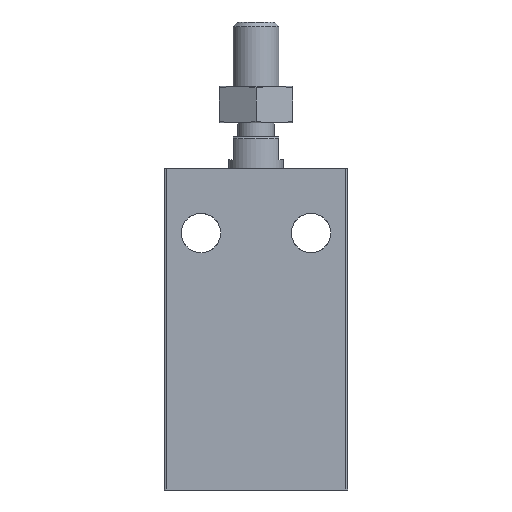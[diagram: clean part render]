
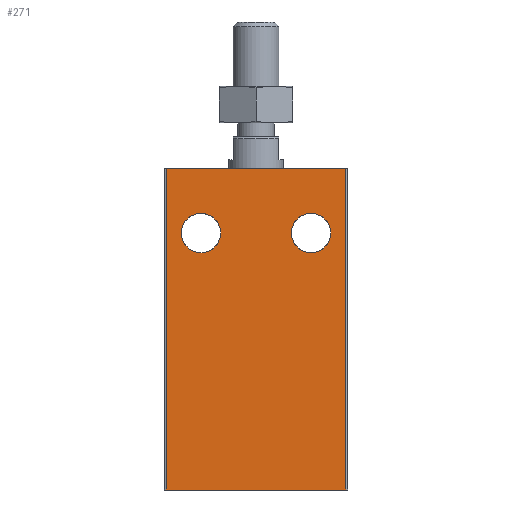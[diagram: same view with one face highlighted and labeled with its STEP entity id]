
A CAD part, front view. The second image highlights one B-rep face of the part: STEP entity #271.
In plain terms, the highlighted planar face has unit normal (0, -1, 0).
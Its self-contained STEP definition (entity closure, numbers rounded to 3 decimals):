
#271 = ADVANCED_FACE( '', ( #494, #495, #496 ), #497, .T. );
#494 = FACE_BOUND( '', #830, .T. );
#495 = FACE_BOUND( '', #831, .T. );
#496 = FACE_OUTER_BOUND( '', #832, .T. );
#497 = PLANE( '', #833 );
#830 = EDGE_LOOP( '', ( #1549 ) );
#831 = EDGE_LOOP( '', ( #1550 ) );
#832 = EDGE_LOOP( '', ( #1551, #1552, #1553, #1554 ) );
#833 = AXIS2_PLACEMENT_3D( '', #1555, #1556, #1557 );
#1549 = ORIENTED_EDGE( '', *, *, #2330, .F. );
#1550 = ORIENTED_EDGE( '', *, *, #2331, .F. );
#1551 = ORIENTED_EDGE( '', *, *, #2332, .F. );
#1552 = ORIENTED_EDGE( '', *, *, #2333, .F. );
#1553 = ORIENTED_EDGE( '', *, *, #2334, .T. );
#1554 = ORIENTED_EDGE( '', *, *, #2335, .T. );
#1555 = CARTESIAN_POINT( '', ( -9.8, -16., -35. ) );
#1556 = DIRECTION( '', ( 0., -1., 0. ) );
#1557 = DIRECTION( '', ( 0., 0., -1. ) );
#2330 = EDGE_CURVE( '', #2819, #2819, #2820, .T. );
#2331 = EDGE_CURVE( '', #2821, #2821, #2822, .T. );
#2332 = EDGE_CURVE( '', #2823, #2824, #2825, .T. );
#2333 = EDGE_CURVE( '', #2826, #2823, #2827, .T. );
#2334 = EDGE_CURVE( '', #2826, #2828, #2829, .T. );
#2335 = EDGE_CURVE( '', #2828, #2824, #2830, .T. );
#2819 = VERTEX_POINT( '', #4376 );
#2820 = CIRCLE( '', #4377, 2.15 );
#2821 = VERTEX_POINT( '', #4378 );
#2822 = CIRCLE( '', #4379, 2.15 );
#2823 = VERTEX_POINT( '', #4380 );
#2824 = VERTEX_POINT( '', #4381 );
#2825 = LINE( '', #4382, #4383 );
#2826 = VERTEX_POINT( '', #4384 );
#2827 = LINE( '', #4385, #4386 );
#2828 = VERTEX_POINT( '', #4387 );
#2829 = LINE( '', #4388, #4389 );
#2830 = LINE( '', #4390, #4391 );
#4376 = CARTESIAN_POINT( '', ( -6., -16., -9.15 ) );
#4377 = AXIS2_PLACEMENT_3D( '', #4960, #4961, #4962 );
#4378 = CARTESIAN_POINT( '', ( 8.15, -16., -7. ) );
#4379 = AXIS2_PLACEMENT_3D( '', #4963, #4964, #4965 );
#4380 = CARTESIAN_POINT( '', ( -9.8, -16., 0. ) );
#4381 = CARTESIAN_POINT( '', ( 9.8, -16., 0. ) );
#4382 = CARTESIAN_POINT( '', ( -9.8, -16., 0. ) );
#4383 = VECTOR( '', #4966, 1000. );
#4384 = CARTESIAN_POINT( '', ( -9.8, -16., -35. ) );
#4385 = CARTESIAN_POINT( '', ( -9.8, -16., -35. ) );
#4386 = VECTOR( '', #4967, 1000. );
#4387 = CARTESIAN_POINT( '', ( 9.8, -16., -35. ) );
#4388 = CARTESIAN_POINT( '', ( -9.8, -16., -35. ) );
#4389 = VECTOR( '', #4968, 1000. );
#4390 = CARTESIAN_POINT( '', ( 9.8, -16., -35. ) );
#4391 = VECTOR( '', #4969, 1000. );
#4960 = CARTESIAN_POINT( '', ( -6., -16., -7. ) );
#4961 = DIRECTION( '', ( 0., -1., 0. ) );
#4962 = DIRECTION( '', ( 0., 0., -1. ) );
#4963 = CARTESIAN_POINT( '', ( 6., -16., -7. ) );
#4964 = DIRECTION( '', ( 0., -1., 0. ) );
#4965 = DIRECTION( '', ( 1., 0., 0. ) );
#4966 = DIRECTION( '', ( 1., 0., 0. ) );
#4967 = DIRECTION( '', ( 0., 0., 1. ) );
#4968 = DIRECTION( '', ( 1., 0., 0. ) );
#4969 = DIRECTION( '', ( 0., 0., 1. ) );
